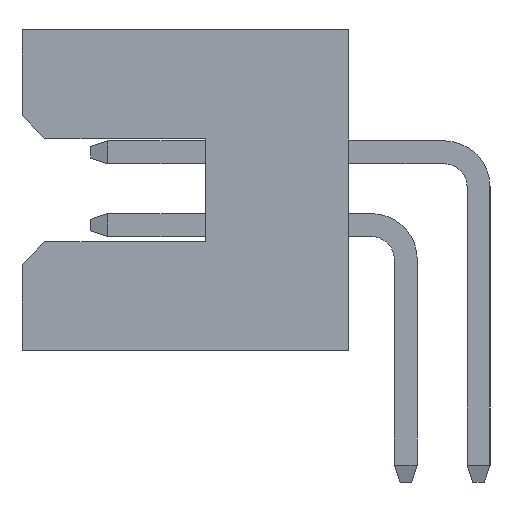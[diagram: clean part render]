
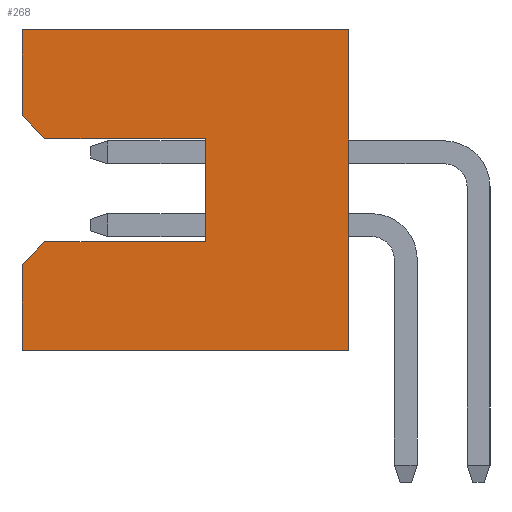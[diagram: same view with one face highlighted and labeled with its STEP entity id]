
A CAD part, left-side view. The second image highlights one B-rep face of the part: STEP entity #268.
In plain terms, the highlighted planar face has unit normal (-1, 0, 0).
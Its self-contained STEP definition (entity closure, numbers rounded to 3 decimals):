
#37=CARTESIAN_POINT('',(0.,0.,0.));
#38=VERTEX_POINT('',#37);
#45=CARTESIAN_POINT('',(0.,0.,-142.24));
#46=VERTEX_POINT('',#45);
#47=CARTESIAN_POINT('',(0.,0.,0.));
#48=DIRECTION('',(0.,0.,-1.));
#49=VECTOR('',#48,142.24);
#50=LINE('',#47,#49);
#51=EDGE_CURVE('',#38,#46,#50,.T.);
#133=CARTESIAN_POINT('',(0.,144.78,0.));
#134=VERTEX_POINT('',#133);
#141=CARTESIAN_POINT('',(0.,144.78,0.));
#142=DIRECTION('',(0.,-1.,0.));
#143=VECTOR('',#142,144.78);
#144=LINE('',#141,#143);
#145=EDGE_CURVE('',#134,#38,#144,.T.);
#197=CARTESIAN_POINT('',(0.,72.39,-71.12));
#198=DIRECTION('',(0.,0.,1.));
#199=DIRECTION('',(-1.,0.,0.));
#200=AXIS2_PLACEMENT_3D('',#197,#199,#198);
#201=PLANE('',#200);
#202=CARTESIAN_POINT('',(0.,144.78,-104.14));
#203=VERTEX_POINT('',#202);
#204=CARTESIAN_POINT('',(0.,144.78,-142.24));
#205=VERTEX_POINT('',#204);
#206=CARTESIAN_POINT('',(0.,144.78,-104.14));
#207=DIRECTION('',(0.,0.,-1.));
#208=VECTOR('',#207,38.1);
#209=LINE('',#206,#208);
#210=EDGE_CURVE('',#203,#205,#209,.T.);
#211=ORIENTED_EDGE('',*,*,#210,.T.);
#212=CARTESIAN_POINT('',(0.,144.78,-142.24));
#213=DIRECTION('',(0.,-1.,0.));
#214=VECTOR('',#213,144.78);
#215=LINE('',#212,#214);
#216=EDGE_CURVE('',#205,#46,#215,.T.);
#217=ORIENTED_EDGE('',*,*,#216,.T.);
#218=ORIENTED_EDGE('',*,*,#51,.F.);
#219=ORIENTED_EDGE('',*,*,#145,.F.);
#220=CARTESIAN_POINT('',(0.,144.78,-38.1));
#221=VERTEX_POINT('',#220);
#222=CARTESIAN_POINT('',(0.,144.78,0.));
#223=DIRECTION('',(0.,0.,-1.));
#224=VECTOR('',#223,38.1);
#225=LINE('',#222,#224);
#226=EDGE_CURVE('',#134,#221,#225,.T.);
#227=ORIENTED_EDGE('',*,*,#226,.T.);
#228=CARTESIAN_POINT('',(0.,134.62,-48.26));
#229=VERTEX_POINT('',#228);
#230=CARTESIAN_POINT('',(0.,144.78,-38.1));
#231=DIRECTION('',(0.,-0.707,-0.707));
#232=VECTOR('',#231,14.368);
#233=LINE('',#230,#232);
#234=EDGE_CURVE('',#221,#229,#233,.T.);
#235=ORIENTED_EDGE('',*,*,#234,.T.);
#236=CARTESIAN_POINT('',(0.,63.5,-48.26));
#237=VERTEX_POINT('',#236);
#238=CARTESIAN_POINT('',(0.,134.62,-48.26));
#239=DIRECTION('',(0.,-1.,0.));
#240=VECTOR('',#239,71.12);
#241=LINE('',#238,#240);
#242=EDGE_CURVE('',#229,#237,#241,.T.);
#243=ORIENTED_EDGE('',*,*,#242,.T.);
#244=CARTESIAN_POINT('',(0.,63.5,-93.98));
#245=VERTEX_POINT('',#244);
#246=CARTESIAN_POINT('',(0.,63.5,-48.26));
#247=DIRECTION('',(0.,0.,-1.));
#248=VECTOR('',#247,45.72);
#249=LINE('',#246,#248);
#250=EDGE_CURVE('',#237,#245,#249,.T.);
#251=ORIENTED_EDGE('',*,*,#250,.T.);
#252=CARTESIAN_POINT('',(0.,134.62,-93.98));
#253=VERTEX_POINT('',#252);
#254=CARTESIAN_POINT('',(0.,63.5,-93.98));
#255=DIRECTION('',(0.,1.,0.));
#256=VECTOR('',#255,71.12);
#257=LINE('',#254,#256);
#258=EDGE_CURVE('',#245,#253,#257,.T.);
#259=ORIENTED_EDGE('',*,*,#258,.T.);
#260=CARTESIAN_POINT('',(0.,134.62,-93.98));
#261=DIRECTION('',(0.,0.707,-0.707));
#262=VECTOR('',#261,14.368);
#263=LINE('',#260,#262);
#264=EDGE_CURVE('',#253,#203,#263,.T.);
#265=ORIENTED_EDGE('',*,*,#264,.T.);
#266=EDGE_LOOP('',(#211,#217,#218,#219,#227,#235,#243,#251,#259,#265));
#267=FACE_OUTER_BOUND('',#266,.T.);
#268=ADVANCED_FACE('',(#267),#201,.T.);
